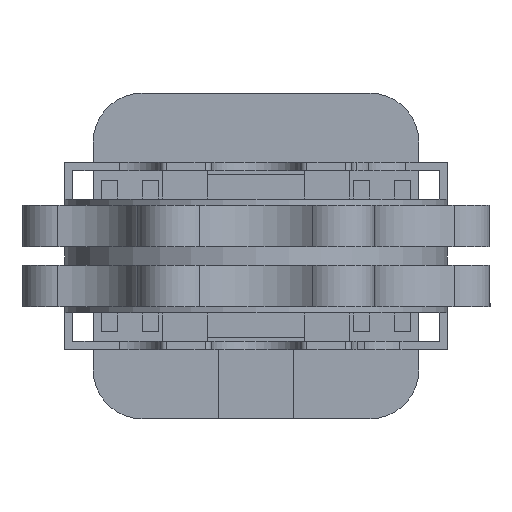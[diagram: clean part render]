
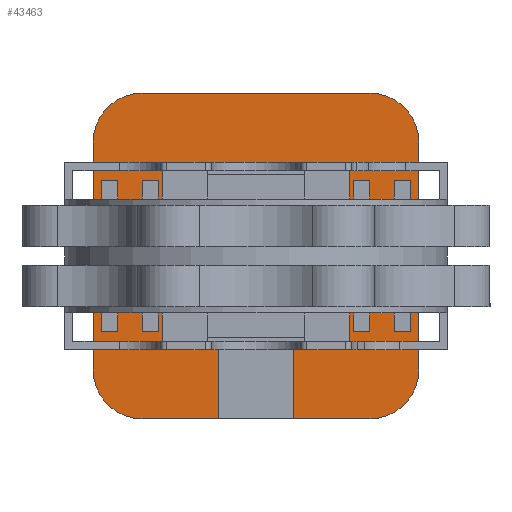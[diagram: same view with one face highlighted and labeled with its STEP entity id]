
A CAD part, front view. The second image highlights one B-rep face of the part: STEP entity #43463.
In plain terms, the highlighted planar face has unit normal (0, -1, 0).
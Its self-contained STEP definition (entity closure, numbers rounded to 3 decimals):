
#130 = VERTEX_POINT ( 'NONE', #38321 ) ;
#158 = VECTOR ( 'NONE', #13111, 1000. ) ;
#407 = LINE ( 'NONE', #36299, #30786 ) ;
#450 = CARTESIAN_POINT ( 'NONE',  ( 56., 379.5, -84.5 ) ) ;
#720 = CARTESIAN_POINT ( 'NONE',  ( 56., 379.5, -60.5 ) ) ;
#812 = CARTESIAN_POINT ( 'NONE',  ( 18.5, 379.5, -84.5 ) ) ;
#1491 = VECTOR ( 'NONE', #40149, 1000. ) ;
#1493 = DIRECTION ( 'NONE',  ( 0., 0., 1. ) ) ;
#1679 = EDGE_CURVE ( 'NONE', #42845, #43735, #16480, .T. ) ;
#2327 = DIRECTION ( 'NONE',  ( 0., 1., 0. ) ) ;
#2478 = EDGE_CURVE ( 'NONE', #130, #16697, #31886, .T. ) ;
#2687 = CARTESIAN_POINT ( 'NONE',  ( 45., 379.5, 37.5 ) ) ;
#2993 = EDGE_CURVE ( 'NONE', #41551, #42058, #39852, .T. ) ;
#3072 = CARTESIAN_POINT ( 'NONE',  ( 56., 379.5, -84.5 ) ) ;
#3149 = VECTOR ( 'NONE', #25052, 1000. ) ;
#3686 = EDGE_CURVE ( 'NONE', #16146, #8522, #41965, .T. ) ;
#3748 = DIRECTION ( 'NONE',  ( 0., 0., 1. ) ) ;
#4023 = VERTEX_POINT ( 'NONE', #7695 ) ;
#4734 = ORIENTED_EDGE ( 'NONE', *, *, #3686, .F. ) ;
#4822 = CARTESIAN_POINT ( 'NONE',  ( -56., 379.5, 51.5 ) ) ;
#5577 = LINE ( 'NONE', #32299, #30582 ) ;
#5595 = DIRECTION ( 'NONE',  ( 0., 0., -1. ) ) ;
#5623 = VECTOR ( 'NONE', #21919, 1000. ) ;
#5981 = DIRECTION ( 'NONE',  ( 0., 0., 1. ) ) ;
#6079 = LINE ( 'NONE', #32450, #32751 ) ;
#6337 = CARTESIAN_POINT ( 'NONE',  ( -45., 379.5, 37.5 ) ) ;
#6444 = ORIENTED_EDGE ( 'NONE', *, *, #27734, .F. ) ;
#6758 = ORIENTED_EDGE ( 'NONE', *, *, #15043, .F. ) ;
#6810 = VECTOR ( 'NONE', #5595, 1000. ) ;
#6912 = CARTESIAN_POINT ( 'NONE',  ( -80., 379.5, 51.5 ) ) ;
#7069 = VERTEX_POINT ( 'NONE', #6912 ) ;
#7371 = LINE ( 'NONE', #9027, #6810 ) ;
#7448 = VECTOR ( 'NONE', #27381, 1000. ) ;
#7695 = CARTESIAN_POINT ( 'NONE',  ( 18.5, 379.5, -46.5 ) ) ;
#7761 = LINE ( 'NONE', #11240, #5623 ) ;
#8221 = ORIENTED_EDGE ( 'NONE', *, *, #20399, .F. ) ;
#8252 = DIRECTION ( 'NONE',  ( 0., 1., 0. ) ) ;
#8334 = CARTESIAN_POINT ( 'NONE',  ( 80., 379.5, -60.5 ) ) ;
#8522 = VERTEX_POINT ( 'NONE', #43389 ) ;
#9027 = CARTESIAN_POINT ( 'NONE',  ( 80., 379.5, 51.5 ) ) ;
#9402 = CARTESIAN_POINT ( 'NONE',  ( -18.5, 379.5, -84.5 ) ) ;
#9451 = ORIENTED_EDGE ( 'NONE', *, *, #26612, .F. ) ;
#9638 = CARTESIAN_POINT ( 'NONE',  ( -45., 379.5, 37.5 ) ) ;
#10474 = PLANE ( 'NONE',  #23919 ) ;
#10950 = DIRECTION ( 'NONE',  ( -1., 0., 0. ) ) ;
#11240 = CARTESIAN_POINT ( 'NONE',  ( -56., 379.5, 75.5 ) ) ;
#11306 = DIRECTION ( 'NONE',  ( 1., 0., 0. ) ) ;
#11479 = EDGE_CURVE ( 'NONE', #43735, #16236, #20213, .T. ) ;
#11766 = DIRECTION ( 'NONE',  ( 0., 0., 1. ) ) ;
#12246 = LINE ( 'NONE', #29535, #3149 ) ;
#12663 = CARTESIAN_POINT ( 'NONE',  ( -56., 379.5, -84.5 ) ) ;
#12944 = LINE ( 'NONE', #18176, #13457 ) ;
#13111 = DIRECTION ( 'NONE',  ( 1., 0., 0. ) ) ;
#13368 = ORIENTED_EDGE ( 'NONE', *, *, #29450, .F. ) ;
#13457 = VECTOR ( 'NONE', #1493, 1000. ) ;
#13590 = CARTESIAN_POINT ( 'NONE',  ( 56., 379.5, -60.5 ) ) ;
#13954 = EDGE_LOOP ( 'NONE', ( #24641, #44024, #40074, #29023, #25565, #8221, #6444, #42110, #9451, #19732, #4734, #6758, #13368, #41536, #15427, #18140 ) ) ;
#14283 = DIRECTION ( 'NONE',  ( 0., 1., 0. ) ) ;
#15011 = DIRECTION ( 'NONE',  ( 0., 1., 0. ) ) ;
#15043 = EDGE_CURVE ( 'NONE', #42204, #16146, #7761, .T. ) ;
#15427 = ORIENTED_EDGE ( 'NONE', *, *, #11479, .F. ) ;
#16146 = VERTEX_POINT ( 'NONE', #33501 ) ;
#16236 = VERTEX_POINT ( 'NONE', #41109 ) ;
#16480 = LINE ( 'NONE', #450, #7448 ) ;
#16697 = VERTEX_POINT ( 'NONE', #9638 ) ;
#17376 = CARTESIAN_POINT ( 'NONE',  ( -56., 379.5, -60.5 ) ) ;
#18074 = VERTEX_POINT ( 'NONE', #26810 ) ;
#18122 = CIRCLE ( 'NONE', #36296, 24. ) ;
#18140 = ORIENTED_EDGE ( 'NONE', *, *, #1679, .F. ) ;
#18176 = CARTESIAN_POINT ( 'NONE',  ( -80., 379.5, -60.5 ) ) ;
#18369 = CARTESIAN_POINT ( 'NONE',  ( -56., 379.5, 75.5 ) ) ;
#19184 = CARTESIAN_POINT ( 'NONE',  ( 56., 379.5, 51.5 ) ) ;
#19198 = DIRECTION ( 'NONE',  ( 1., 0., 0. ) ) ;
#19732 = ORIENTED_EDGE ( 'NONE', *, *, #20940, .F. ) ;
#20213 = CIRCLE ( 'NONE', #32667, 24. ) ;
#20399 = EDGE_CURVE ( 'NONE', #4023, #18074, #407, .T. ) ;
#20940 = EDGE_CURVE ( 'NONE', #8522, #43316, #7371, .T. ) ;
#21919 = DIRECTION ( 'NONE',  ( 1., 0., 0. ) ) ;
#23479 = EDGE_CURVE ( 'NONE', #42845, #32896, #5577, .T. ) ;
#23601 = EDGE_CURVE ( 'NONE', #130, #32896, #6079, .T. ) ;
#23919 = AXIS2_PLACEMENT_3D ( 'NONE', #13590, #24125, #3748 ) ;
#24061 = DIRECTION ( 'NONE',  ( 0., 0., 1. ) ) ;
#24125 = DIRECTION ( 'NONE',  ( 0., 1., 0. ) ) ;
#24459 = EDGE_CURVE ( 'NONE', #16236, #7069, #12944, .T. ) ;
#24641 = ORIENTED_EDGE ( 'NONE', *, *, #23479, .T. ) ;
#25052 = DIRECTION ( 'NONE',  ( 0., 0., 1. ) ) ;
#25224 = CARTESIAN_POINT ( 'NONE',  ( -18.5, 379.5, -46.5 ) ) ;
#25565 = ORIENTED_EDGE ( 'NONE', *, *, #29073, .F. ) ;
#25903 = CARTESIAN_POINT ( 'NONE',  ( 18.5, 379.5, -129.154 ) ) ;
#26612 = EDGE_CURVE ( 'NONE', #43316, #41551, #35295, .T. ) ;
#26810 = CARTESIAN_POINT ( 'NONE',  ( 45., 379.5, -46.5 ) ) ;
#27381 = DIRECTION ( 'NONE',  ( -1., 0., 0. ) ) ;
#27734 = EDGE_CURVE ( 'NONE', #42058, #4023, #32060, .T. ) ;
#28062 = AXIS2_PLACEMENT_3D ( 'NONE', #19184, #2327, #33017 ) ;
#29023 = ORIENTED_EDGE ( 'NONE', *, *, #34566, .T. ) ;
#29073 = EDGE_CURVE ( 'NONE', #18074, #42511, #12246, .T. ) ;
#29450 = EDGE_CURVE ( 'NONE', #7069, #42204, #18122, .T. ) ;
#29535 = CARTESIAN_POINT ( 'NONE',  ( 45., 379.5, 37.5 ) ) ;
#30582 = VECTOR ( 'NONE', #11766, 1000. ) ;
#30786 = VECTOR ( 'NONE', #11306, 1000. ) ;
#31886 = LINE ( 'NONE', #6337, #1491 ) ;
#32044 = DIRECTION ( 'NONE',  ( 0., 0., 1. ) ) ;
#32060 = LINE ( 'NONE', #25903, #40579 ) ;
#32299 = CARTESIAN_POINT ( 'NONE',  ( -18.5, 379.5, -129.154 ) ) ;
#32450 = CARTESIAN_POINT ( 'NONE',  ( -45., 379.5, -46.5 ) ) ;
#32667 = AXIS2_PLACEMENT_3D ( 'NONE', #17376, #15011, #24061 ) ;
#32751 = VECTOR ( 'NONE', #19198, 1000. ) ;
#32896 = VERTEX_POINT ( 'NONE', #25224 ) ;
#33017 = DIRECTION ( 'NONE',  ( 0., 0., 1. ) ) ;
#33222 = CARTESIAN_POINT ( 'NONE',  ( -45., 379.5, 37.5 ) ) ;
#33501 = CARTESIAN_POINT ( 'NONE',  ( 56., 379.5, 75.5 ) ) ;
#33860 = CARTESIAN_POINT ( 'NONE',  ( 56., 379.5, -84.5 ) ) ;
#34566 = EDGE_CURVE ( 'NONE', #16697, #42511, #43870, .T. ) ;
#35295 = CIRCLE ( 'NONE', #39635, 24. ) ;
#36296 = AXIS2_PLACEMENT_3D ( 'NONE', #4822, #8252, #32044 ) ;
#36299 = CARTESIAN_POINT ( 'NONE',  ( -45., 379.5, -46.5 ) ) ;
#38093 = DIRECTION ( 'NONE',  ( 0., 0., 1. ) ) ;
#38321 = CARTESIAN_POINT ( 'NONE',  ( -45., 379.5, -46.5 ) ) ;
#39635 = AXIS2_PLACEMENT_3D ( 'NONE', #720, #14283, #38093 ) ;
#39736 = FACE_OUTER_BOUND ( 'NONE', #13954, .T. ) ;
#39852 = LINE ( 'NONE', #3072, #40927 ) ;
#40074 = ORIENTED_EDGE ( 'NONE', *, *, #2478, .T. ) ;
#40149 = DIRECTION ( 'NONE',  ( 0., 0., 1. ) ) ;
#40579 = VECTOR ( 'NONE', #5981, 1000. ) ;
#40927 = VECTOR ( 'NONE', #10950, 1000. ) ;
#41109 = CARTESIAN_POINT ( 'NONE',  ( -80., 379.5, -60.5 ) ) ;
#41536 = ORIENTED_EDGE ( 'NONE', *, *, #24459, .F. ) ;
#41551 = VERTEX_POINT ( 'NONE', #33860 ) ;
#41965 = CIRCLE ( 'NONE', #28062, 24. ) ;
#42058 = VERTEX_POINT ( 'NONE', #812 ) ;
#42110 = ORIENTED_EDGE ( 'NONE', *, *, #2993, .F. ) ;
#42204 = VERTEX_POINT ( 'NONE', #18369 ) ;
#42511 = VERTEX_POINT ( 'NONE', #2687 ) ;
#42845 = VERTEX_POINT ( 'NONE', #9402 ) ;
#43316 = VERTEX_POINT ( 'NONE', #8334 ) ;
#43389 = CARTESIAN_POINT ( 'NONE',  ( 80., 379.5, 51.5 ) ) ;
#43463 = ADVANCED_FACE ( 'NONE', ( #39736 ), #10474, .F. ) ;
#43735 = VERTEX_POINT ( 'NONE', #12663 ) ;
#43870 = LINE ( 'NONE', #33222, #158 ) ;
#44024 = ORIENTED_EDGE ( 'NONE', *, *, #23601, .F. ) ;
